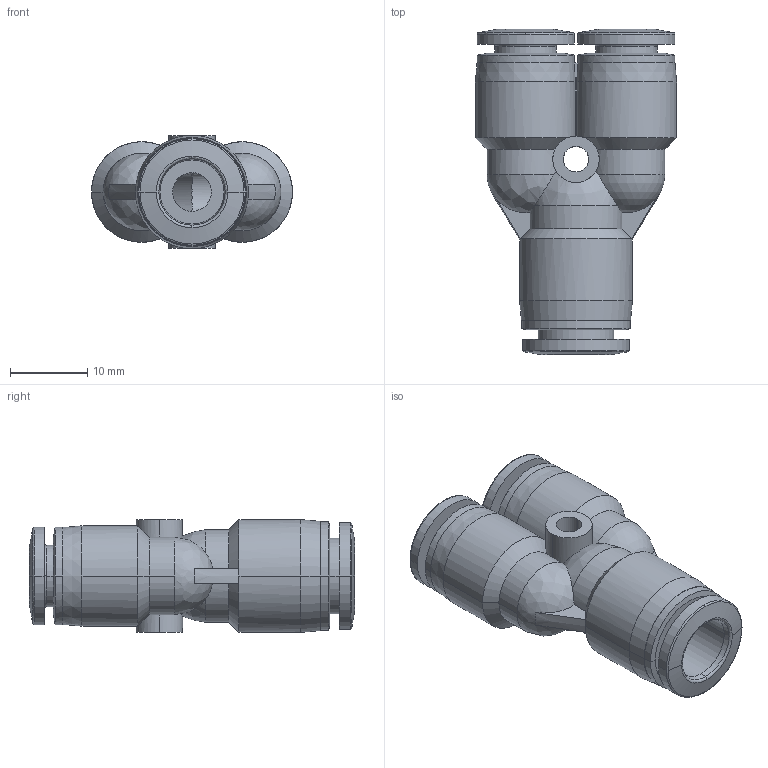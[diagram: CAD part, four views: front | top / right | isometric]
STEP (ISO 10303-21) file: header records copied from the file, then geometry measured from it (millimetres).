
FILE_DESCRIPTION (( 'STEP AP203' ), '1' );
FILE_NAME ('URY516-14.step', '2016-02-15T20:02:33', ( '' ), ( '' ), 'SwSTEP 2.0', 'SolidWorks 2015', '' );
FILE_SCHEMA (( 'CONFIG_CONTROL_DESIGN' ));
Length unit declared in the file: inch
Products named in the file (1): URY516-14
Bounding box: 26 x 42.05 x 14.6 mm (x, y, z)
Volume: 5623.6 mm3; surface area: 4920.6 mm2
Topology: 1 solids, 1 shells, 113 faces, 281 edges, 175 vertices
Faces by surface type: cylinder 40, cone 28, plane 19, bspline 17, torus 8, sphere 1
Entity records: 4202 total; most frequent: CARTESIAN_POINT 1479, DIRECTION 566, ORIENTED_EDGE 560, EDGE_CURVE 280, AXIS2_PLACEMENT_3D 248, VERTEX_POINT 175, CIRCLE 151, EDGE_LOOP 125
